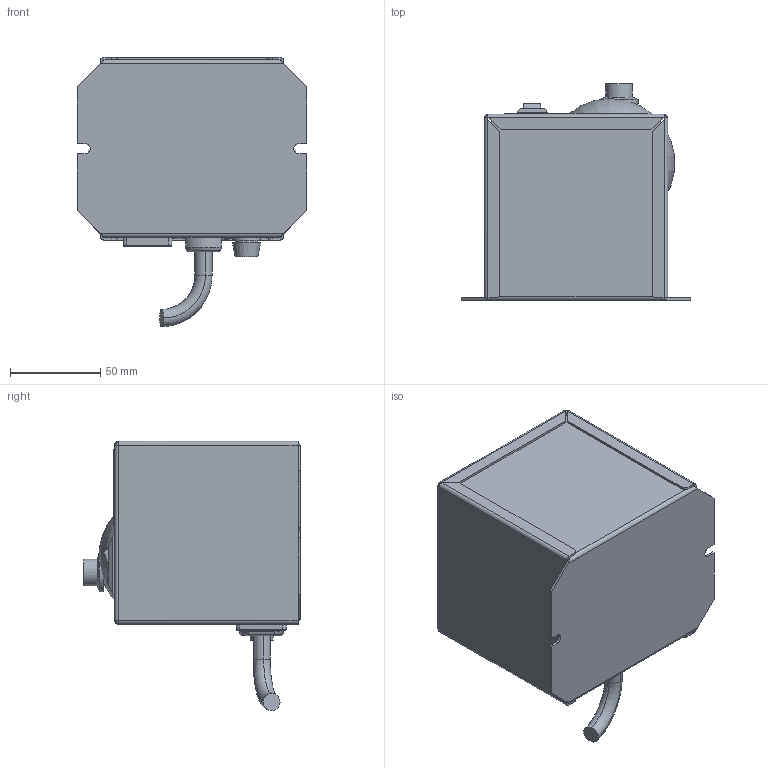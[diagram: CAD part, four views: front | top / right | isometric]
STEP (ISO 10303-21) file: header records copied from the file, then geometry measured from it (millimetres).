
FILE_DESCRIPTION (( 'STEP AP214' ), '1' );
FILE_NAME ('pn 121-000-0901_model FC-40 Plus 5 turn pot_120V.STEP', '2026-02-11T21:28:44', ( '' ), ( '' ), 'SwSTEP 2.0', 'SolidWorks 2022', '' );
FILE_SCHEMA (( 'AUTOMOTIVE_DESIGN' ));
Length unit declared in the file: inch
Products named in the file (12): FC-SINGLE-120V-ENCLOSURE-BOTTOM_DEFAULT; 106-000-0022-FUSE-3D; 102-000-0197_DEFAULT; CONTROL KNOB_DEFAULT; FC-SINGLE-120V-ENCLOSURE-TOP_DEFAULT; pn 121-000-0901_model FC-40 Plus 5 turn pot_120V; SWITCH_120V_DEFAULT; 112-000-0057-3D_DEFAULT; KNOCKOUT-.880_DEFAULT; CORD_DEFAULT; OUTLET_DEFAULT; KNOCKOUT .555_DEFAULT
Assembly tree (12 placements, depth 2):
  pn 121-000-0901_model FC-40 Plus 5 turn pot_120V
    FC-SINGLE-120V-ENCLOSURE-BOTTOM_DEFAULT
    FC-SINGLE-120V-ENCLOSURE-TOP_DEFAULT
    OUTLET_DEFAULT
    SWITCH_120V_DEFAULT
    106-000-0022-FUSE-3D
    112-000-0057-3D_DEFAULT
    CORD_DEFAULT
    KNOCKOUT-.880_DEFAULT
    KNOCKOUT .555_DEFAULT  x2
    102-000-0197_DEFAULT
    CONTROL KNOB_DEFAULT
Bounding box: 127 x 119.95 x 149.01 mm (x, y, z)
Volume: 296117 mm3; surface area: 168399.6 mm2
Topology: 14 solids, 14 shells, 1144 faces, 2961 edges, 1955 vertices
Faces by surface type: plane 676, bspline 364, cylinder 77, torus 24, cone 3
Full cylindrical faces by diameter (mm): 9.525 x1, 10.922 x1, 12.7 x1, 14.097 x2, 14.732 x1, 15.494 x1, 17.399 x1, 21.463 x1, 22.377 x1
Entity records: 55404 total; most frequent: CARTESIAN_POINT 28846, ORIENTED_EDGE 5870, DIRECTION 3928, EDGE_CURVE 2935, LINE 1982, VECTOR 1982, VERTEX_POINT 1945, EDGE_LOOP 1266
